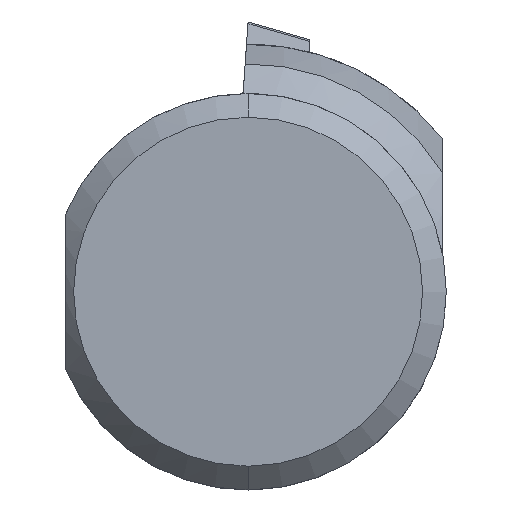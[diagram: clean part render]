
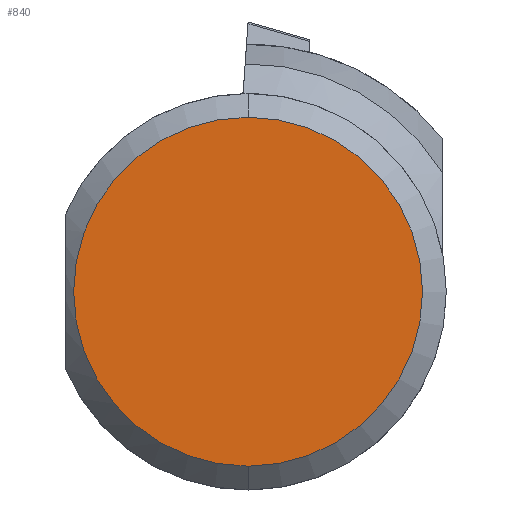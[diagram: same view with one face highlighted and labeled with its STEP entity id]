
A CAD part, left-side view. The second image highlights one B-rep face of the part: STEP entity #840.
In plain terms, the highlighted face is planar.
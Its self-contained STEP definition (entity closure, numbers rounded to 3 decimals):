
#410=CARTESIAN_POINT('',(0.,0.,0.));
#411=DIRECTION('',(0.,0.,1.));
#412=DIRECTION('',(-1.,0.,0.));
#413=AXIS2_PLACEMENT_3D('',#410,#411,#412);
#418=CARTESIAN_POINT('',(0.,0.,0.));
#419=DIRECTION('',(0.,0.,-1.));
#420=DIRECTION('',(-1.,0.,0.));
#421=AXIS2_PLACEMENT_3D('',#418,#419,#420);
#540=CARTESIAN_POINT('',(-11.,0.,0.));
#542=VERTEX_POINT('',#540);
#544=CARTESIAN_POINT('',(11.,0.,0.));
#546=VERTEX_POINT('',#544);
#831=CARTESIAN_POINT('',(0.,0.,0.));
#832=DIRECTION('',(0.,0.,-1.));
#833=DIRECTION('',(1.,0.,0.));
#834=AXIS2_PLACEMENT_3D('',#831,#832,#833);
#835=PLANE('',#834);
#836=ORIENTED_EDGE('',*,*,#824,.F.);
#837=ORIENTED_EDGE('',*,*,#781,.T.);
#838=EDGE_LOOP('',(#836,#837));
#839=FACE_OUTER_BOUND('',#838,.F.);
#414=CIRCLE('',#413,11.);
#422=CIRCLE('',#421,11.);
#781=EDGE_CURVE('',#542,#546,#422,.T.);
#824=EDGE_CURVE('',#542,#546,#414,.T.);
#840=ADVANCED_FACE('',(#839),#835,.F.);
